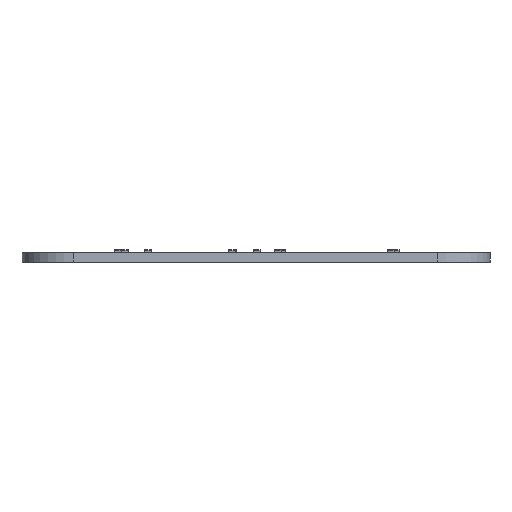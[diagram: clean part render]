
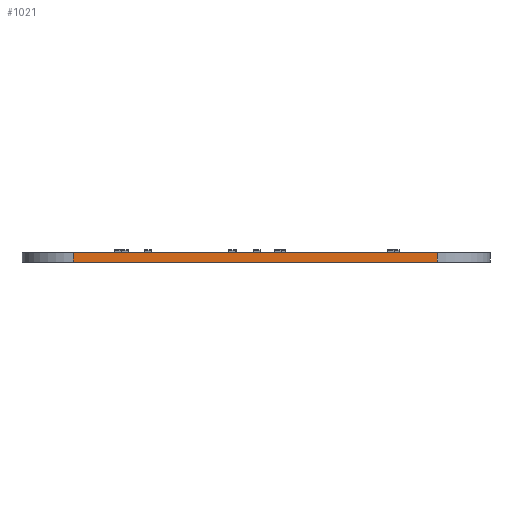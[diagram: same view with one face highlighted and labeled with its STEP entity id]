
A CAD part, left-side view. The second image highlights one B-rep face of the part: STEP entity #1021.
In plain terms, the highlighted planar face has unit normal (-1, 0, 0).
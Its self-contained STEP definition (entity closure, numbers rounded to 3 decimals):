
#983 = EDGE_CURVE('',#984,#986,#988,.T.);
#984 = VERTEX_POINT('',#985);
#985 = CARTESIAN_POINT('',(40.603,-44.1,0.));
#986 = VERTEX_POINT('',#987);
#987 = CARTESIAN_POINT('',(40.603,-44.1,1.6));
#988 = LINE('',#989,#990);
#989 = CARTESIAN_POINT('',(40.603,-44.1,0.));
#990 = VECTOR('',#991,1.);
#991 = DIRECTION('',(0.,0.,1.));
#1021 = ADVANCED_FACE('',(#1022),#1047,.T.);
#1022 = FACE_BOUND('',#1023,.T.);
#1023 = EDGE_LOOP('',(#1024,#1034,#1040,#1041));
#1024 = ORIENTED_EDGE('',*,*,#1025,.T.);
#1025 = EDGE_CURVE('',#1026,#1028,#1030,.T.);
#1026 = VERTEX_POINT('',#1027);
#1027 = CARTESIAN_POINT('',(40.6,-107.1,0.));
#1028 = VERTEX_POINT('',#1029);
#1029 = CARTESIAN_POINT('',(40.6,-107.1,1.6));
#1030 = LINE('',#1031,#1032);
#1031 = CARTESIAN_POINT('',(40.6,-107.1,0.));
#1032 = VECTOR('',#1033,1.);
#1033 = DIRECTION('',(0.,0.,1.));
#1034 = ORIENTED_EDGE('',*,*,#1035,.T.);
#1035 = EDGE_CURVE('',#1028,#986,#1036,.T.);
#1036 = LINE('',#1037,#1038);
#1037 = CARTESIAN_POINT('',(40.6,-107.1,1.6));
#1038 = VECTOR('',#1039,1.);
#1039 = DIRECTION('',(0.,1.,0.));
#1040 = ORIENTED_EDGE('',*,*,#983,.F.);
#1041 = ORIENTED_EDGE('',*,*,#1042,.F.);
#1042 = EDGE_CURVE('',#1026,#984,#1043,.T.);
#1043 = LINE('',#1044,#1045);
#1044 = CARTESIAN_POINT('',(40.6,-107.1,0.));
#1045 = VECTOR('',#1046,1.);
#1046 = DIRECTION('',(0.,1.,0.));
#1047 = PLANE('',#1048);
#1048 = AXIS2_PLACEMENT_3D('',#1049,#1050,#1051);
#1049 = CARTESIAN_POINT('',(40.6,-107.1,0.));
#1050 = DIRECTION('',(-1.,0.,0.));
#1051 = DIRECTION('',(0.,1.,0.));
